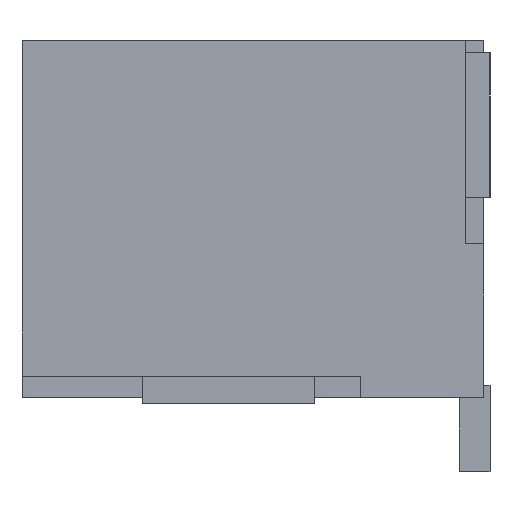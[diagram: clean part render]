
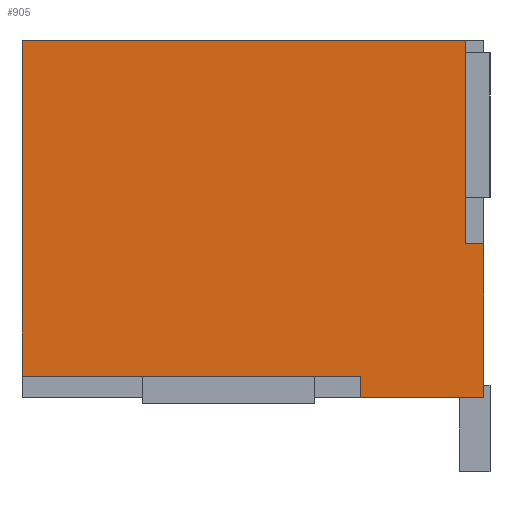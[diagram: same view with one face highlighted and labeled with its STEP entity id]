
A CAD part, left-side view. The second image highlights one B-rep face of the part: STEP entity #905.
In plain terms, the highlighted planar face has unit normal (-1, 0, 0).
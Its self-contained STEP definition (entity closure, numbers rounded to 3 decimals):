
#833 = VERTEX_POINT ( 'NONE', #3418 ) ;
#836 = EDGE_CURVE ( 'NONE', #837, #833, #3474, .T. ) ;
#837 = VERTEX_POINT ( 'NONE', #3470 ) ;
#863 = VERTEX_POINT ( 'NONE', #3524 ) ;
#865 = EDGE_CURVE ( 'NONE', #863, #4441, #3523, .T. ) ;
#876 = EDGE_CURVE ( 'NONE', #881, #833, #3504, .T. ) ;
#881 = VERTEX_POINT ( 'NONE', #3556 ) ;
#882 = ORIENTED_EDGE ( 'NONE', *, *, #883, .F. ) ;
#883 = EDGE_CURVE ( 'NONE', #901, #881, #3554, .T. ) ;
#896 = VERTEX_POINT ( 'NONE', #3614 ) ;
#901 = VERTEX_POINT ( 'NONE', #3607 ) ;
#905 = ADVANCED_FACE ( 'NONE', ( #3600 ), #3644, .F. ) ;
#951 = EDGE_LOOP ( 'NONE', ( #957, #958, #960, #961, #962, #964, #965, #882 ) ) ;
#956 = EDGE_CURVE ( 'NONE', #896, #901, #3719, .T. ) ;
#957 = ORIENTED_EDGE ( 'NONE', *, *, #956, .F. ) ;
#958 = ORIENTED_EDGE ( 'NONE', *, *, #959, .T. ) ;
#959 = EDGE_CURVE ( 'NONE', #896, #4452, #3715, .T. ) ;
#960 = ORIENTED_EDGE ( 'NONE', *, *, #4525, .F. ) ;
#961 = ORIENTED_EDGE ( 'NONE', *, *, #865, .F. ) ;
#962 = ORIENTED_EDGE ( 'NONE', *, *, #963, .T. ) ;
#963 = EDGE_CURVE ( 'NONE', #863, #837, #3711, .T. ) ;
#964 = ORIENTED_EDGE ( 'NONE', *, *, #836, .T. ) ;
#965 = ORIENTED_EDGE ( 'NONE', *, *, #876, .F. ) ;
#3418 = CARTESIAN_POINT ( 'NONE',  ( -7.5, 0.3, 2.9 ) ) ;
#3470 = CARTESIAN_POINT ( 'NONE',  ( -7.5, 0.3, -0.4 ) ) ;
#3471 = DIRECTION ( 'NONE',  ( 0., 0., 1. ) ) ;
#3472 = VECTOR ( 'NONE', #3471, 1000. ) ;
#3473 = CARTESIAN_POINT ( 'NONE',  ( -7.5, 0.3, -0.4 ) ) ;
#3474 = LINE ( 'NONE', #3473, #3472 ) ;
#3501 = DIRECTION ( 'NONE',  ( 0., -1., 0. ) ) ;
#3502 = VECTOR ( 'NONE', #3501, 1000. ) ;
#3503 = CARTESIAN_POINT ( 'NONE',  ( -7.5, 7.5, 2.9 ) ) ;
#3504 = LINE ( 'NONE', #3503, #3502 ) ;
#3520 = DIRECTION ( 'NONE',  ( 0., 0., -1. ) ) ;
#3521 = VECTOR ( 'NONE', #3520, 1000. ) ;
#3522 = CARTESIAN_POINT ( 'NONE',  ( -7.5, 0., 2.9 ) ) ;
#3523 = LINE ( 'NONE', #3522, #3521 ) ;
#3524 = CARTESIAN_POINT ( 'NONE',  ( -7.5, 0., -0.4 ) ) ;
#3551 = DIRECTION ( 'NONE',  ( 0., 0., 1. ) ) ;
#3552 = VECTOR ( 'NONE', #3551, 1000. ) ;
#3553 = CARTESIAN_POINT ( 'NONE',  ( -7.5, 7.5, 2.9 ) ) ;
#3554 = LINE ( 'NONE', #3553, #3552 ) ;
#3556 = CARTESIAN_POINT ( 'NONE',  ( -7.5, 7.5, 2.9 ) ) ;
#3600 = FACE_OUTER_BOUND ( 'NONE', #951, .T. ) ;
#3607 = CARTESIAN_POINT ( 'NONE',  ( -7.5, 7.5, -2.55 ) ) ;
#3614 = CARTESIAN_POINT ( 'NONE',  ( -7.5, 2., -2.55 ) ) ;
#3640 = DIRECTION ( 'NONE',  ( 0., 0., -1. ) ) ;
#3641 = DIRECTION ( 'NONE',  ( 1., 0., 0. ) ) ;
#3642 = CARTESIAN_POINT ( 'NONE',  ( -7.5, 0., 2.9 ) ) ;
#3643 = AXIS2_PLACEMENT_3D ( 'NONE', #3642, #3641, #3640 ) ;
#3644 = PLANE ( 'NONE',  #3643 ) ;
#3710 = CARTESIAN_POINT ( 'NONE',  ( -7.5, 0., -0.4 ) ) ;
#3711 = LINE ( 'NONE', #3710, #3767 ) ;
#3712 = DIRECTION ( 'NONE',  ( 0., 0., -1. ) ) ;
#3713 = VECTOR ( 'NONE', #3712, 1000. ) ;
#3714 = CARTESIAN_POINT ( 'NONE',  ( -7.5, 2., -2.9 ) ) ;
#3715 = LINE ( 'NONE', #3714, #3713 ) ;
#3716 = DIRECTION ( 'NONE',  ( 0., 1., 0. ) ) ;
#3717 = VECTOR ( 'NONE', #3716, 1000. ) ;
#3718 = CARTESIAN_POINT ( 'NONE',  ( -7.5, 2., -2.55 ) ) ;
#3719 = LINE ( 'NONE', #3718, #3717 ) ;
#3766 = DIRECTION ( 'NONE',  ( 0., 1., 0. ) ) ;
#3767 = VECTOR ( 'NONE', #3766, 1000. ) ;
#4055 = CARTESIAN_POINT ( 'NONE',  ( -7.5, 0., -2.9 ) ) ;
#4079 = CARTESIAN_POINT ( 'NONE',  ( -7.5, 2., -2.9 ) ) ;
#4242 = DIRECTION ( 'NONE',  ( 0., 1., 0. ) ) ;
#4243 = VECTOR ( 'NONE', #4242, 1000. ) ;
#4244 = CARTESIAN_POINT ( 'NONE',  ( -7.5, 7.5, -2.9 ) ) ;
#4245 = LINE ( 'NONE', #4244, #4243 ) ;
#4441 = VERTEX_POINT ( 'NONE', #4055 ) ;
#4452 = VERTEX_POINT ( 'NONE', #4079 ) ;
#4525 = EDGE_CURVE ( 'NONE', #4441, #4452, #4245, .T. ) ;
